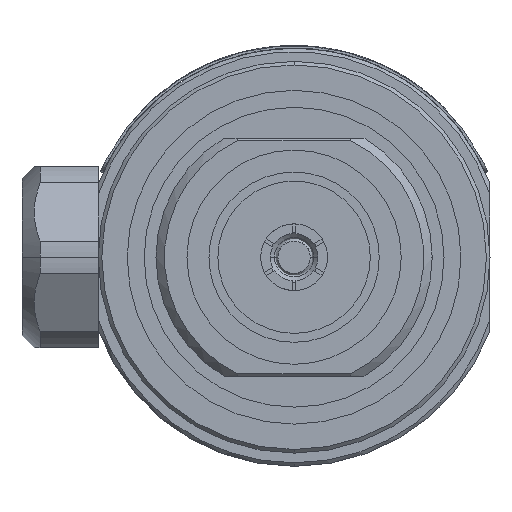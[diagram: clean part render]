
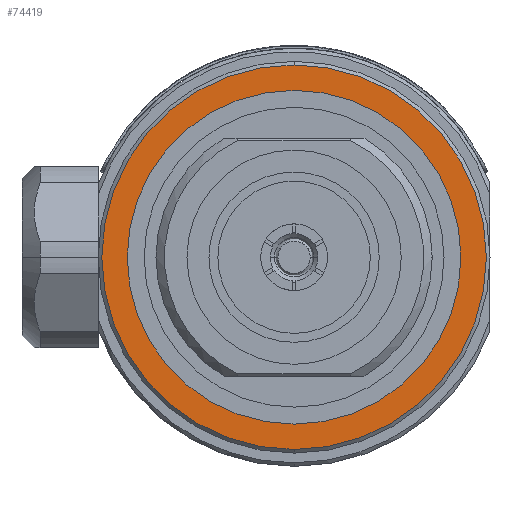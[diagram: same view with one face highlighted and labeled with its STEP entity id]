
A CAD part, front view. The second image highlights one B-rep face of the part: STEP entity #74419.
In plain terms, the highlighted face is planar.
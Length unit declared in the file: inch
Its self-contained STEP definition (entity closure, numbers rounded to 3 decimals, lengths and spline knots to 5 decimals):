
#8159 = VERTEX_POINT ( 'NONE', #49441 ) ;
#10125 = VERTEX_POINT ( 'NONE', #52241 ) ;
#11129 = PLANE ( 'NONE',  #37422 ) ;
#17654 = EDGE_LOOP ( 'NONE', ( #25881, #52191 ) ) ;
#18893 = FACE_BOUND ( 'NONE', #54289, .T. ) ;
#20276 = ORIENTED_EDGE ( 'NONE', *, *, #53912, .F. ) ;
#22445 = CIRCLE ( 'NONE', #69219, 0.69 ) ;
#22837 = EDGE_CURVE ( 'NONE', #44852, #10125, #48370, .T. ) ;
#25002 = DIRECTION ( 'NONE',  ( 0., 0., -1. ) ) ;
#25033 = EDGE_CURVE ( 'NONE', #77250, #8159, #22445, .T. ) ;
#25072 = CIRCLE ( 'NONE', #56862, 0.69 ) ;
#25881 = ORIENTED_EDGE ( 'NONE', *, *, #22837, .T. ) ;
#28762 = ORIENTED_EDGE ( 'NONE', *, *, #25033, .F. ) ;
#30955 = CARTESIAN_POINT ( 'NONE',  ( 0.825, 0., 0. ) ) ;
#31561 = DIRECTION ( 'NONE',  ( -1., 0., 0. ) ) ;
#35609 = CIRCLE ( 'NONE', #60292, 0.795 ) ;
#37152 = CARTESIAN_POINT ( 'NONE',  ( 0.825, 0., 0. ) ) ;
#37422 = AXIS2_PLACEMENT_3D ( 'NONE', #77154, #71508, #25002 ) ;
#42765 = CARTESIAN_POINT ( 'NONE',  ( 0.825, 0., 0. ) ) ;
#44278 = DIRECTION ( 'NONE',  ( 0., 0., -1. ) ) ;
#44343 = FACE_OUTER_BOUND ( 'NONE', #17654, .T. ) ;
#44852 = VERTEX_POINT ( 'NONE', #61691 ) ;
#46019 = DIRECTION ( 'NONE',  ( -1., 0., 0. ) ) ;
#48370 = CIRCLE ( 'NONE', #64849, 0.795 ) ;
#49441 = CARTESIAN_POINT ( 'NONE',  ( 0.825, 0., -0.69 ) ) ;
#50403 = CARTESIAN_POINT ( 'NONE',  ( 0.825, 0., 0.69 ) ) ;
#52191 = ORIENTED_EDGE ( 'NONE', *, *, #60650, .T. ) ;
#52241 = CARTESIAN_POINT ( 'NONE',  ( 0.825, 0., 0.795 ) ) ;
#53912 = EDGE_CURVE ( 'NONE', #8159, #77250, #25072, .T. ) ;
#54289 = EDGE_LOOP ( 'NONE', ( #28762, #20276 ) ) ;
#56812 = DIRECTION ( 'NONE',  ( -1., 0., 0. ) ) ;
#56862 = AXIS2_PLACEMENT_3D ( 'NONE', #42765, #82513, #76036 ) ;
#60292 = AXIS2_PLACEMENT_3D ( 'NONE', #30955, #56812, #44278 ) ;
#60650 = EDGE_CURVE ( 'NONE', #10125, #44852, #35609, .T. ) ;
#61691 = CARTESIAN_POINT ( 'NONE',  ( 0.825, 0., -0.795 ) ) ;
#64849 = AXIS2_PLACEMENT_3D ( 'NONE', #37152, #31561, #75993 ) ;
#69219 = AXIS2_PLACEMENT_3D ( 'NONE', #71069, #46019, #72326 ) ;
#71069 = CARTESIAN_POINT ( 'NONE',  ( 0.825, 0., 0. ) ) ;
#71508 = DIRECTION ( 'NONE',  ( 1., 0., 0. ) ) ;
#72326 = DIRECTION ( 'NONE',  ( 0., 0., 1. ) ) ;
#74419 = ADVANCED_FACE ( 'NONE', ( #44343, #18893 ), #11129, .F. ) ;
#75993 = DIRECTION ( 'NONE',  ( 0., 0., -1. ) ) ;
#76036 = DIRECTION ( 'NONE',  ( 0., 0., 1. ) ) ;
#77154 = CARTESIAN_POINT ( 'NONE',  ( 0.825, 0.81, 0. ) ) ;
#77250 = VERTEX_POINT ( 'NONE', #50403 ) ;
#82513 = DIRECTION ( 'NONE',  ( -1., 0., 0. ) ) ;
